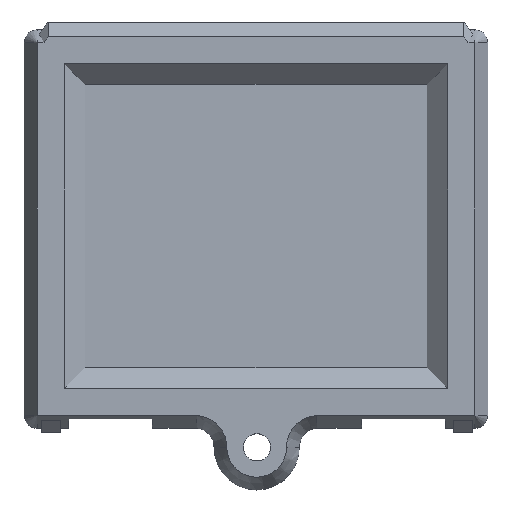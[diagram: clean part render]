
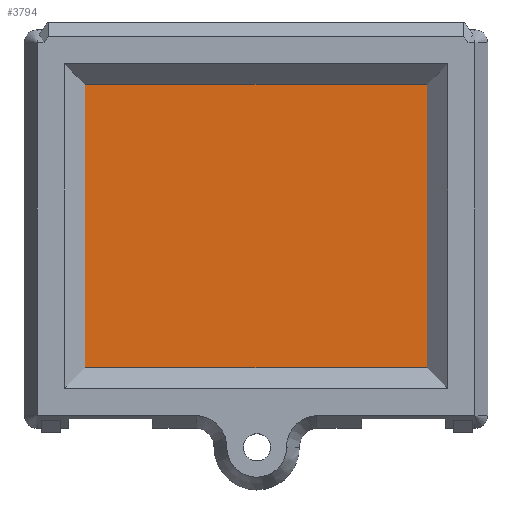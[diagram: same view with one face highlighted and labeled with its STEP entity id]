
A CAD part, top view. The second image highlights one B-rep face of the part: STEP entity #3794.
In plain terms, the highlighted planar face has unit normal (0, 0, 1).
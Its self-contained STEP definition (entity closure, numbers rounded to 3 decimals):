
#328=FACE_OUTER_BOUND('',#558,.T.);
#558=EDGE_LOOP('',(#3167,#3168,#3169,#3170));
#947=LINE('',#6480,#1352);
#951=LINE('',#6487,#1356);
#952=LINE('',#6490,#1357);
#955=LINE('',#6495,#1360);
#1352=VECTOR('',#4582,10.);
#1356=VECTOR('',#4588,10.);
#1357=VECTOR('',#4591,10.);
#1360=VECTOR('',#4596,10.);
#1728=VERTEX_POINT('',#6477);
#1729=VERTEX_POINT('',#6479);
#1731=VERTEX_POINT('',#6485);
#1732=VERTEX_POINT('',#6489);
#2182=EDGE_CURVE('',#1729,#1728,#947,.T.);
#2186=EDGE_CURVE('',#1728,#1731,#951,.T.);
#2187=EDGE_CURVE('',#1731,#1732,#952,.T.);
#2190=EDGE_CURVE('',#1732,#1729,#955,.T.);
#3167=ORIENTED_EDGE('',*,*,#2182,.T.);
#3168=ORIENTED_EDGE('',*,*,#2186,.T.);
#3169=ORIENTED_EDGE('',*,*,#2187,.T.);
#3170=ORIENTED_EDGE('',*,*,#2190,.T.);
#3621=PLANE('',#4024);
#3794=ADVANCED_FACE('',(#328),#3621,.T.);
#4024=AXIS2_PLACEMENT_3D('',#6678,#4746,#4747);
#4582=DIRECTION('',(0.,-1.,0.));
#4588=DIRECTION('',(1.,0.,0.));
#4591=DIRECTION('',(0.,1.,0.));
#4596=DIRECTION('',(-1.,0.,0.));
#4746=DIRECTION('center_axis',(0.,0.,
1.));
#4747=DIRECTION('ref_axis',(-1.,0.,0.));
#6477=CARTESIAN_POINT('',(-21.711,60.84,27.981));
#6479=CARTESIAN_POINT('',(-21.711,96.442,27.981));
#6480=CARTESIAN_POINT('',(-21.711,49.099,27.981));
#6485=CARTESIAN_POINT('',(21.289,60.84,27.981));
#6487=CARTESIAN_POINT('',(5.331,60.84,27.981));
#6489=CARTESIAN_POINT('',(21.289,96.442,27.981));
#6490=CARTESIAN_POINT('',(21.289,47.946,27.981));
#6495=CARTESIAN_POINT('',(-5.419,96.442,27.981));
#6678=CARTESIAN_POINT('Origin',(0.06,64.138,27.981));
